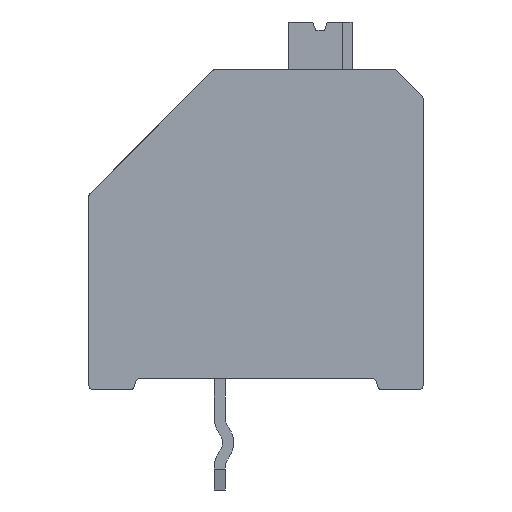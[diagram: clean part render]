
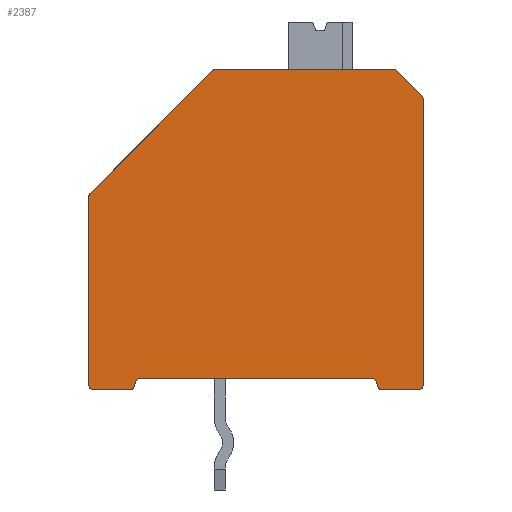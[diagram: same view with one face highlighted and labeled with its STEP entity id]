
A CAD part, front view. The second image highlights one B-rep face of the part: STEP entity #2387.
In plain terms, the highlighted planar face has unit normal (0, -1, 0).
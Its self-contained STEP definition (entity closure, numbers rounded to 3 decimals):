
#2387 = ADVANCED_FACE( '', ( #4660 ), #4661, .F. );
#4660 = FACE_OUTER_BOUND( '', #6892, .T. );
#4661 = PLANE( '', #6893 );
#6892 = EDGE_LOOP( '', ( #13673, #13674, #13675, #13676, #13677, #13678, #13679, #13680, #13681, #13682, #13683, #13684, #13685, #13686, #13687, #13688, #13689, #13690, #13691, #13692 ) );
#6893 = AXIS2_PLACEMENT_3D( '', #13693, #13694, #13695 );
#13673 = ORIENTED_EDGE( '', *, *, #16655, .F. );
#13674 = ORIENTED_EDGE( '', *, *, #16139, .F. );
#13675 = ORIENTED_EDGE( '', *, *, #15152, .F. );
#13676 = ORIENTED_EDGE( '', *, *, #16617, .F. );
#13677 = ORIENTED_EDGE( '', *, *, #15361, .F. );
#13678 = ORIENTED_EDGE( '', *, *, #15907, .F. );
#13679 = ORIENTED_EDGE( '', *, *, #16377, .F. );
#13680 = ORIENTED_EDGE( '', *, *, #15264, .F. );
#13681 = ORIENTED_EDGE( '', *, *, #15755, .F. );
#13682 = ORIENTED_EDGE( '', *, *, #16382, .F. );
#13683 = ORIENTED_EDGE( '', *, *, #16687, .F. );
#13684 = ORIENTED_EDGE( '', *, *, #15962, .F. );
#13685 = ORIENTED_EDGE( '', *, *, #14949, .F. );
#13686 = ORIENTED_EDGE( '', *, *, #16031, .F. );
#13687 = ORIENTED_EDGE( '', *, *, #16084, .F. );
#13688 = ORIENTED_EDGE( '', *, *, #14440, .F. );
#13689 = ORIENTED_EDGE( '', *, *, #15935, .F. );
#13690 = ORIENTED_EDGE( '', *, *, #16454, .F. );
#13691 = ORIENTED_EDGE( '', *, *, #15147, .F. );
#13692 = ORIENTED_EDGE( '', *, *, #16298, .F. );
#13693 = CARTESIAN_POINT( '', ( 0.17, -40.16, 6.76 ) );
#13694 = DIRECTION( '', ( 0., 1., 0. ) );
#13695 = DIRECTION( '', ( 0., 0., 1. ) );
#14440 = EDGE_CURVE( '', #17589, #17591, #17592, .T. );
#14949 = EDGE_CURVE( '', #18468, #18470, #18471, .T. );
#15147 = EDGE_CURVE( '', #18781, #18783, #18784, .T. );
#15152 = EDGE_CURVE( '', #18790, #18792, #18793, .T. );
#15264 = EDGE_CURVE( '', #18959, #18954, #18961, .T. );
#15361 = EDGE_CURVE( '', #19110, #19113, #19114, .T. );
#15755 = EDGE_CURVE( '', #19672, #18959, #19674, .T. );
#15907 = EDGE_CURVE( '', #19869, #19110, #19872, .T. );
#15935 = EDGE_CURVE( '', #19907, #17589, #19909, .T. );
#15962 = EDGE_CURVE( '', #18470, #19941, #19942, .T. );
#16031 = EDGE_CURVE( '', #20031, #18468, #20034, .T. );
#16084 = EDGE_CURVE( '', #17591, #20031, #20103, .T. );
#16139 = EDGE_CURVE( '', #18792, #20172, #20173, .T. );
#16298 = EDGE_CURVE( '', #20365, #18781, #20367, .T. );
#16377 = EDGE_CURVE( '', #18954, #19869, #20454, .T. );
#16382 = EDGE_CURVE( '', #20458, #19672, #20461, .T. );
#16454 = EDGE_CURVE( '', #18783, #19907, #20538, .T. );
#16617 = EDGE_CURVE( '', #19113, #18790, #20716, .T. );
#16655 = EDGE_CURVE( '', #20172, #20365, #20755, .T. );
#16687 = EDGE_CURVE( '', #19941, #20458, #20788, .T. );
#17589 = VERTEX_POINT( '', #22068 );
#17591 = VERTEX_POINT( '', #22071 );
#17592 = LINE( '', #22072, #22073 );
#18468 = VERTEX_POINT( '', #23329 );
#18470 = VERTEX_POINT( '', #23332 );
#18471 = CIRCLE( '', #23333, 0.17 );
#18781 = VERTEX_POINT( '', #23764 );
#18783 = VERTEX_POINT( '', #23767 );
#18784 = CIRCLE( '', #23768, 0.17 );
#18790 = VERTEX_POINT( '', #23775 );
#18792 = VERTEX_POINT( '', #23778 );
#18793 = CIRCLE( '', #23779, 0.17 );
#18954 = VERTEX_POINT( '', #24003 );
#18959 = VERTEX_POINT( '', #24010 );
#18961 = LINE( '', #24013, #24014 );
#19110 = VERTEX_POINT( '', #24223 );
#19113 = VERTEX_POINT( '', #24227 );
#19114 = CIRCLE( '', #24228, 0.17 );
#19672 = VERTEX_POINT( '', #25015 );
#19674 = CIRCLE( '', #25018, 0.17 );
#19869 = VERTEX_POINT( '', #25331 );
#19872 = LINE( '', #25335, #25336 );
#19907 = VERTEX_POINT( '', #25384 );
#19909 = CIRCLE( '', #25387, 0.17 );
#19941 = VERTEX_POINT( '', #25430 );
#19942 = LINE( '', #25431, #25432 );
#20031 = VERTEX_POINT( '', #25561 );
#20034 = LINE( '', #25565, #25566 );
#20103 = CIRCLE( '', #25656, 0.17 );
#20172 = VERTEX_POINT( '', #25752 );
#20173 = LINE( '', #25753, #25754 );
#20365 = VERTEX_POINT( '', #26010 );
#20367 = LINE( '', #26013, #26014 );
#20454 = CIRCLE( '', #26127, 0.17 );
#20458 = VERTEX_POINT( '', #26131 );
#20461 = LINE( '', #26135, #26136 );
#20538 = LINE( '', #26244, #26245 );
#20716 = LINE( '', #26478, #26479 );
#20755 = CIRCLE( '', #26526, 0.17 );
#20788 = CIRCLE( '', #26565, 0.17 );
#22068 = CARTESIAN_POINT( '', ( 11.05, -40.16, 11.28 ) );
#22071 = CARTESIAN_POINT( '', ( 11.95, -40.16, 10.38 ) );
#22072 = CARTESIAN_POINT( '', ( 11.05, -40.16, 11.28 ) );
#22073 = VECTOR( '', #27228, 1000. );
#23329 = CARTESIAN_POINT( '', ( 12., -40.16, 0. ) );
#23332 = CARTESIAN_POINT( '', ( 11.83, -40.16, -0.17 ) );
#23333 = AXIS2_PLACEMENT_3D( '', #27826, #27827, #27828 );
#23764 = CARTESIAN_POINT( '', ( 4.45, -40.16, 11.28 ) );
#23767 = CARTESIAN_POINT( '', ( 4.57, -40.16, 11.33 ) );
#23768 = AXIS2_PLACEMENT_3D( '', #28077, #28078, #28079 );
#23775 = CARTESIAN_POINT( '', ( 0.17, -40.16, -0.17 ) );
#23778 = CARTESIAN_POINT( '', ( 0., -40.16, 0. ) );
#23779 = AXIS2_PLACEMENT_3D( '', #28085, #28086, #28087 );
#24003 = CARTESIAN_POINT( '', ( 1.838, -40.16, 0.23 ) );
#24010 = CARTESIAN_POINT( '', ( 10.162, -40.16, 0.23 ) );
#24013 = CARTESIAN_POINT( '', ( 1.838, -40.16, 0.23 ) );
#24014 = VECTOR( '', #28208, 1000. );
#24223 = CARTESIAN_POINT( '', ( 1.634, -40.16, -0.044 ) );
#24227 = CARTESIAN_POINT( '', ( 1.47, -40.16, -0.17 ) );
#24228 = AXIS2_PLACEMENT_3D( '', #28324, #28325, #28326 );
#25015 = CARTESIAN_POINT( '', ( 10.327, -40.16, 0.104 ) );
#25018 = AXIS2_PLACEMENT_3D( '', #28722, #28723, #28724 );
#25331 = CARTESIAN_POINT( '', ( 1.673, -40.16, 0.104 ) );
#25335 = CARTESIAN_POINT( '', ( 1.634, -40.16, -0.044 ) );
#25336 = VECTOR( '', #28865, 1000. );
#25384 = CARTESIAN_POINT( '', ( 10.93, -40.16, 11.33 ) );
#25387 = AXIS2_PLACEMENT_3D( '', #28892, #28893, #28894 );
#25430 = CARTESIAN_POINT( '', ( 10.53, -40.16, -0.17 ) );
#25431 = CARTESIAN_POINT( '', ( 11.83, -40.16, -0.17 ) );
#25432 = VECTOR( '', #28924, 1000. );
#25561 = CARTESIAN_POINT( '', ( 12., -40.16, 10.26 ) );
#25565 = CARTESIAN_POINT( '', ( 12., -40.16, 0. ) );
#25566 = VECTOR( '', #28993, 1000. );
#25656 = AXIS2_PLACEMENT_3D( '', #29069, #29070, #29071 );
#25752 = CARTESIAN_POINT( '', ( 0., -40.16, 6.76 ) );
#25753 = CARTESIAN_POINT( '', ( 0., -40.16, 6.76 ) );
#25754 = VECTOR( '', #29129, 1000. );
#26010 = CARTESIAN_POINT( '', ( 0.05, -40.16, 6.88 ) );
#26013 = CARTESIAN_POINT( '', ( 0.05, -40.16, 6.88 ) );
#26014 = VECTOR( '', #29291, 1000. );
#26127 = AXIS2_PLACEMENT_3D( '', #29369, #29370, #29371 );
#26131 = CARTESIAN_POINT( '', ( 10.366, -40.16, -0.044 ) );
#26135 = CARTESIAN_POINT( '', ( 10.327, -40.16, 0.104 ) );
#26136 = VECTOR( '', #29376, 1000. );
#26244 = CARTESIAN_POINT( '', ( 4.57, -40.16, 11.33 ) );
#26245 = VECTOR( '', #29426, 1000. );
#26478 = CARTESIAN_POINT( '', ( 1.47, -40.16, -0.17 ) );
#26479 = VECTOR( '', #29548, 1000. );
#26526 = AXIS2_PLACEMENT_3D( '', #29560, #29561, #29562 );
#26565 = AXIS2_PLACEMENT_3D( '', #29569, #29570, #29571 );
#27228 = DIRECTION( '', ( 0.707, 0., -0.707 ) );
#27826 = CARTESIAN_POINT( '', ( 11.83, -40.16, 0. ) );
#27827 = DIRECTION( '', ( 0., 1., 0. ) );
#27828 = DIRECTION( '', ( -1., 0., 0. ) );
#28077 = CARTESIAN_POINT( '', ( 4.57, -40.16, 11.16 ) );
#28078 = DIRECTION( '', ( 0., 1., 0. ) );
#28079 = DIRECTION( '', ( 1., 0., 0. ) );
#28085 = CARTESIAN_POINT( '', ( 0.17, -40.16, 0. ) );
#28086 = DIRECTION( '', ( 0., 1., 0. ) );
#28087 = DIRECTION( '', ( 1., 0., 0. ) );
#28208 = DIRECTION( '', ( -1., 0., 0. ) );
#28324 = CARTESIAN_POINT( '', ( 1.47, -40.16, 0. ) );
#28325 = DIRECTION( '', ( 0., 1., 0. ) );
#28326 = DIRECTION( '', ( 1., 0., 0. ) );
#28722 = CARTESIAN_POINT( '', ( 10.162, -40.16, 0.06 ) );
#28723 = DIRECTION( '', ( 0., -1., 0. ) );
#28724 = DIRECTION( '', ( 1., 0., 0. ) );
#28865 = DIRECTION( '', ( -0.259, 0., -0.966 ) );
#28892 = CARTESIAN_POINT( '', ( 10.93, -40.16, 11.16 ) );
#28893 = DIRECTION( '', ( 0., 1., 0. ) );
#28894 = DIRECTION( '', ( 1., 0., 0. ) );
#28924 = DIRECTION( '', ( -1., 0., 0. ) );
#28993 = DIRECTION( '', ( 0., 0., -1. ) );
#29069 = CARTESIAN_POINT( '', ( 11.83, -40.16, 10.26 ) );
#29070 = DIRECTION( '', ( 0., 1., 0. ) );
#29071 = DIRECTION( '', ( -1., 0., 0. ) );
#29129 = DIRECTION( '', ( 0., 0., 1. ) );
#29291 = DIRECTION( '', ( 0.707, 0., 0.707 ) );
#29369 = CARTESIAN_POINT( '', ( 1.838, -40.16, 0.06 ) );
#29370 = DIRECTION( '', ( 0., -1., 0. ) );
#29371 = DIRECTION( '', ( 1., 0., 0. ) );
#29376 = DIRECTION( '', ( -0.259, 0., 0.966 ) );
#29426 = DIRECTION( '', ( 1., 0., 0. ) );
#29548 = DIRECTION( '', ( -1., 0., 0. ) );
#29560 = CARTESIAN_POINT( '', ( 0.17, -40.16, 6.76 ) );
#29561 = DIRECTION( '', ( 0., 1., 0. ) );
#29562 = DIRECTION( '', ( 1., 0., 0. ) );
#29569 = CARTESIAN_POINT( '', ( 10.53, -40.16, 0. ) );
#29570 = DIRECTION( '', ( 0., 1., 0. ) );
#29571 = DIRECTION( '', ( 1., 0., 0. ) );
